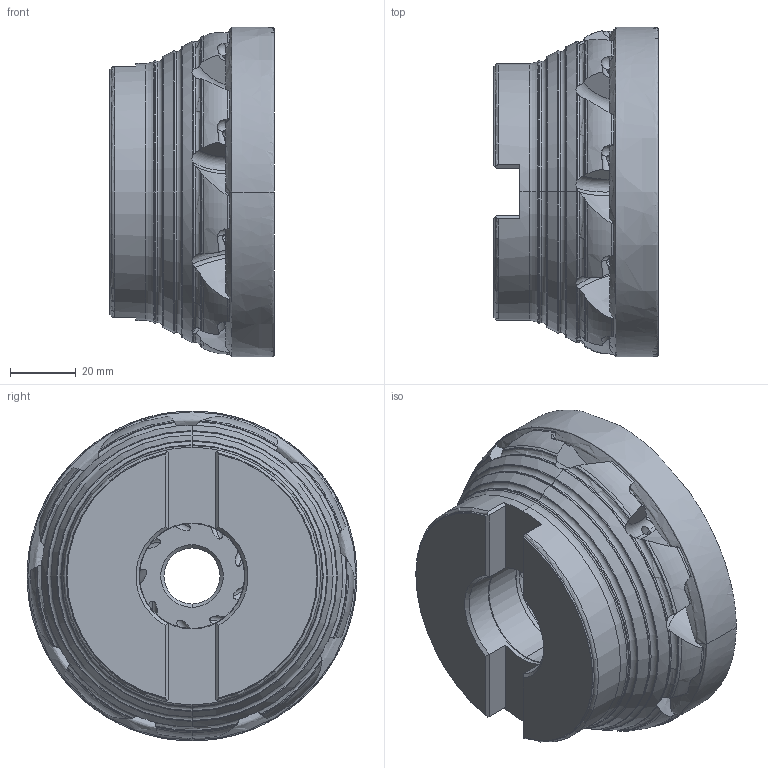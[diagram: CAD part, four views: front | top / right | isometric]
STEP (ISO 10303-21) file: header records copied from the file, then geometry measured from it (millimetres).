
FILE_DESCRIPTION (( 'STEP AP214' ), '1' );
FILE_NAME ('90PP_100_723_9.STEP', '2016-07-22T11:53:12', ( '' ), ( '' ), 'SwSTEP 2.0', 'SolidWorks 2016', '' );
FILE_SCHEMA (( 'AUTOMOTIVE_DESIGN' ));
Length unit declared in the file: millimetre
Products named in the file (1): 90PP_100_723_9
Bounding box: 50.06 x 100.03 x 100.03 mm (x, y, z)
Volume: 263256.9 mm3; surface area: 40065.1 mm2
Topology: 1 solids, 1 shells, 670 faces, 1983 edges, 1272 vertices
Faces by surface type: cylinder 242, plane 182, torus 115, cone 64, sphere 45, bspline 22
Entity records: 28312 total; most frequent: CARTESIAN_POINT 11957, ORIENTED_EDGE 3858, DIRECTION 2904, EDGE_CURVE 1929, VERTEX_POINT 1245, AXIS2_PLACEMENT_3D 1204, B_SPLINE_CURVE_WITH_KNOTS 722, EDGE_LOOP 674
